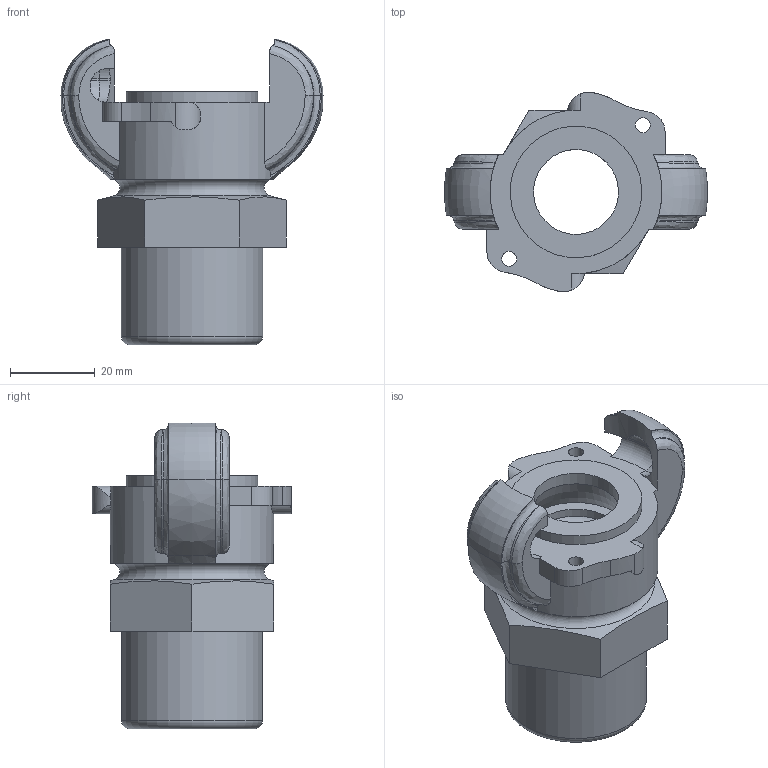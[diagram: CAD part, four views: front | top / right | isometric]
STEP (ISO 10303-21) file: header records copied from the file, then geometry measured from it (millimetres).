
FILE_DESCRIPTION(/* description */ (''),/* implementation_level */ '2;1');
FILE_NAME(/* name */ 'kaa_10.stp',/* time_stamp */ '2020-04-09T07:01:51+02:00',/* author */ ('ertl'),/* organization */ (''),/* preprocessor_version */ 'ST-DEVELOPER v17',/* originating_system */ 'Autodesk Inventor 2018',/* authorisation */ '0 mm^3');
FILE_SCHEMA (('AUTOMOTIVE_DESIGN { 1 0 10303 214 3 1 1 }'));
Length unit declared in the file: millimetre
Products named in the file (1): kaa_10
Bounding box: 61.89 x 47 x 72 mm (x, y, z)
Volume: 40960 mm3; surface area: 17880.5 mm2
Topology: 1 solids, 1 shells, 113 faces, 312 edges, 208 vertices
Faces by surface type: plane 35, cylinder 34, bspline 28, torus 15, cone 1
Full cylindrical faces by diameter (mm): 3.5 x2, 20 x1, 20.5 x1, 23 x1, 28 x1, 31 x1, 33.249 x1
Entity records: 5446 total; most frequent: CARTESIAN_POINT 2569, ORIENTED_EDGE 624, DIRECTION 495, EDGE_CURVE 312, VERTEX_POINT 208, AXIS2_PLACEMENT_3D 204, EDGE_LOOP 126, CIRCLE 118
